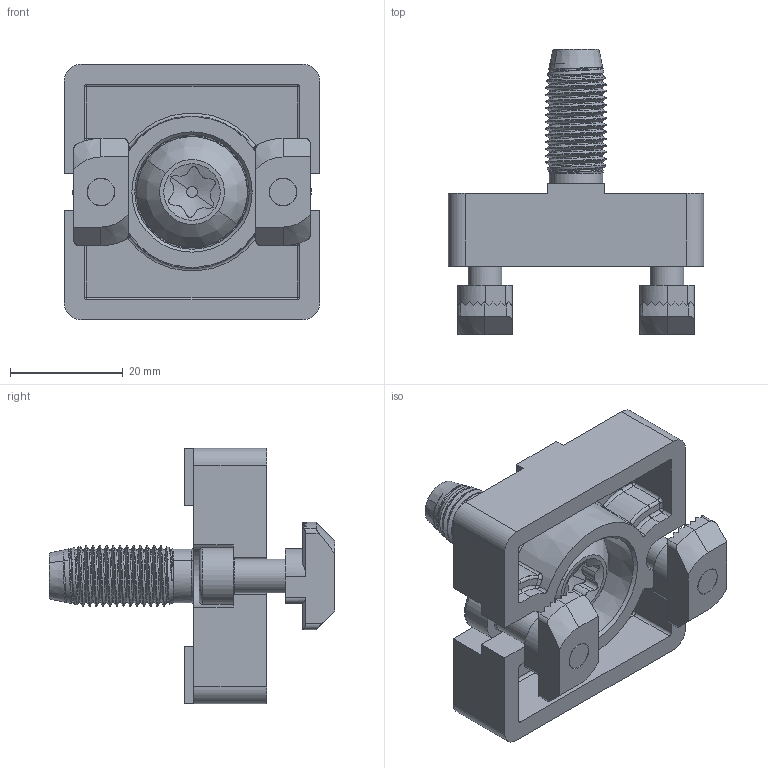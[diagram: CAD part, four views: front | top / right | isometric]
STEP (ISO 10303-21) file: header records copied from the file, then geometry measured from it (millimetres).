
FILE_DESCRIPTION(/* description */ ('KriTec Befestigungssatz 10 für Plattenverbinder 10 45x45'),/* implementation_level */ '2;1');
FILE_NAME(/* name */ '81055_KriTec_Plattenverbinder_10_ 45x45_lackiert_inkl._Befestigungssatz.stp',/* time_stamp */ '2021-10-01T14:51:36+02:00',/* author */ ('jendrek'),/* organization */ (''),/* preprocessor_version */ 'ST-DEVELOPER v17',/* originating_system */ 'Autodesk Inventor 2018',/* authorisation */ '');
FILE_SCHEMA (('AUTOMOTIVE_DESIGN { 1 0 10303 214 3 1 1 }'));
Length unit declared in the file: millimetre
Products named in the file (5): 81055; 81042; 81016; 10612; 81054
Assembly tree (6 placements, depth 2):
  81055
    81016  x2
    81042
    10612  x2
    81054
Bounding box: 45.25 x 50.6 x 45.25 mm (x, y, z)
Volume: 21747.4 mm3; surface area: 14282.7 mm2
Topology: 6 solids, 6 shells, 423 faces, 1140 edges, 716 vertices
Faces by surface type: plane 194, cylinder 134, cone 30, torus 28, sphere 20, bspline 17
Full cylindrical faces by diameter (mm): 4.917 x2, 6 x2, 10 x2, 12.5 x1
Entity records: 17427 total; most frequent: CARTESIAN_POINT 8583, ORIENTED_EDGE 1868, DIRECTION 1791, EDGE_CURVE 934, AXIS2_PLACEMENT_3D 673, VERTEX_POINT 592, LINE 445, VECTOR 445
